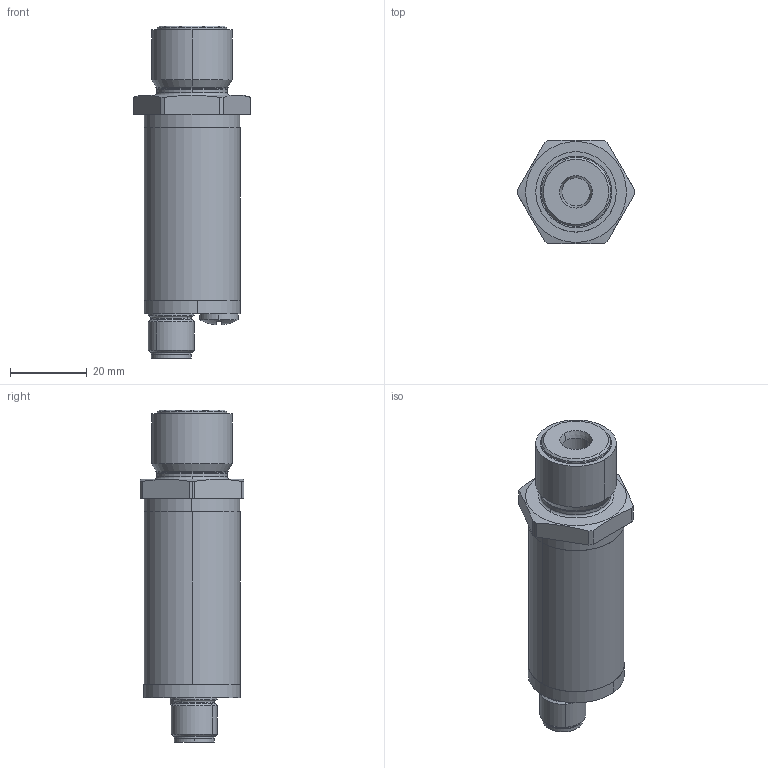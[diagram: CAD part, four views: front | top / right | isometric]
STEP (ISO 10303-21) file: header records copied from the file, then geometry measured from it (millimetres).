
FILE_DESCRIPTION(('STEP AP214'),'1');
FILE_NAME('TP12-TP14-TP3 with M12 - G1_2.stp','2018-02-16T08:14:32',(' '),(' '),'Spatial InterOp 3D',' ',' ');
FILE_SCHEMA(('automotive_design'));
Length unit declared in the file: millimetre
Products named in the file (7): TP12-TP14-TP3 with M12 - G1_2; Body; Cap; M12 insert; 4 poles contact holder; M8 cap; 1_2G head
Assembly tree (6 placements, depth 2):
  TP12-TP14-TP3 with M12 - G1_2
    Body
    Cap
    M12 insert
    4 poles contact holder
    M8 cap
    1_2G head
Bounding box: 30.5 x 27 x 86.5 mm (x, y, z)
Volume: 14748.5 mm3; surface area: 16417.1 mm2
Topology: 10 solids, 19 shells, 161 faces, 383 edges, 264 vertices
Faces by surface type: cylinder 83, plane 46, torus 16, cone 14, sphere 2
Entity records: 6341 total; most frequent: DIRECTION 954, CARTESIAN_POINT 829, ORIENTED_EDGE 726, AXIS2_PLACEMENT_3D 413, EDGE_CURVE 381, VERTEX_POINT 264, CIRCLE 245, EDGE_LOOP 193
